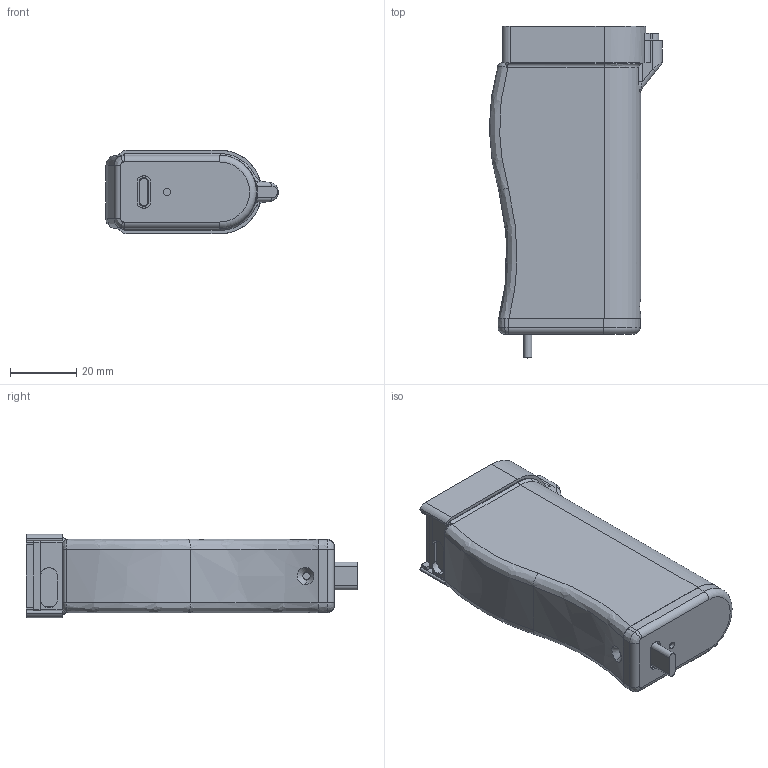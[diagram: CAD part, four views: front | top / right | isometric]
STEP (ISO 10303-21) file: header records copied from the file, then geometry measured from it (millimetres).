
FILE_DESCRIPTION((''),'2;1');
FILE_NAME('RECAMERA_BATTERYSHELL_VERTICAL_ASM','2024-09-11T11:16:50',('Allen'),(''),'CREO PARAMETRIC BY PTC INC, 2021063','CREO PARAMETRIC BY PTC INC, 2021063','');
FILE_SCHEMA(('CONFIG_CONTROL_DESIGN'));
Length unit declared in the file: millimetre
Products named in the file (6): BATTERY_SHELL; VERTICAL_SHELL; BOTTOM_SHELL; 4000MAH_BATTERY; TYPEC_BOARD; RECAMERA_BATTERYSHELL_VERTICAL_ASM
Assembly tree (5 placements, depth 2):
  RECAMERA_BATTERYSHELL_VERTICAL_ASM
    BATTERY_SHELL
    VERTICAL_SHELL
    BOTTOM_SHELL
    4000MAH_BATTERY
    TYPEC_BOARD
Bounding box: 51.99 x 99.87 x 25.1 mm (x, y, z)
Volume: 72300 mm3; surface area: 35511.2 mm2
Topology: 5 solids, 5 shells, 240 faces, 640 edges, 413 vertices
Faces by surface type: plane 107, cylinder 95, bspline 29, extrusion 6, torus 3
Entity records: 10004 total; most frequent: CARTESIAN_POINT 3959, ORIENTED_EDGE 1280, DIRECTION 1174, EDGE_CURVE 640, VERTEX_POINT 413, AXIS2_PLACEMENT_3D 409, VECTOR 356, LINE 350
